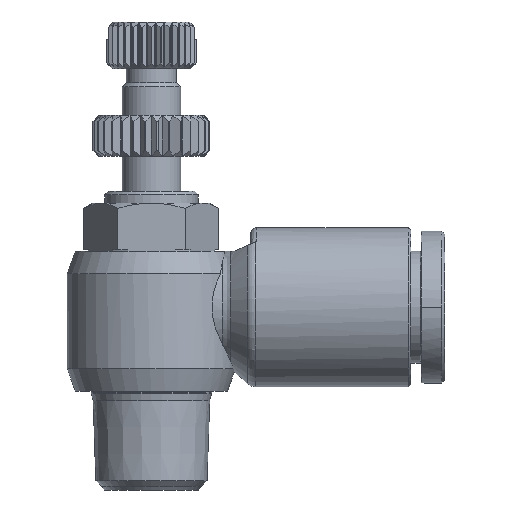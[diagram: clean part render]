
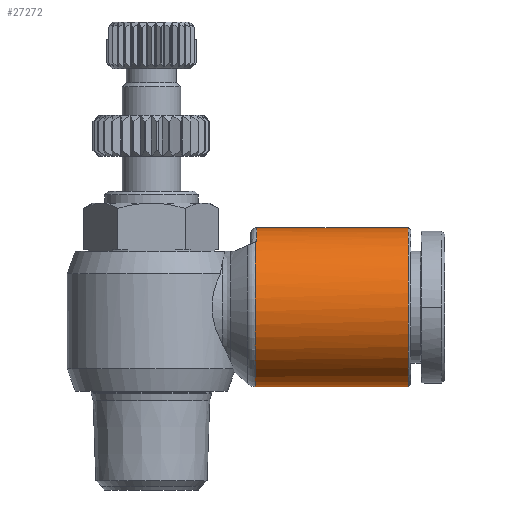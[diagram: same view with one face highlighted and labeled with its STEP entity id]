
A CAD part, front view. The second image highlights one B-rep face of the part: STEP entity #27272.
In plain terms, the highlighted cylindrical face has radius 6.8 mm (diameter 13.6 mm), a partial arc.
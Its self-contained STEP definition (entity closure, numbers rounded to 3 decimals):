
#375=CARTESIAN_POINT('',(-7.384,0.,-6.8));
#376=VERTEX_POINT('',#375);
#384=CARTESIAN_POINT('',(-7.384,3.909,5.564));
#385=VERTEX_POINT('',#384);
#386=CARTESIAN_POINT('',(-7.384,0.,0.));
#387=DIRECTION('',(1.0,0.0,0.0));
#388=DIRECTION('',(0.0,0.0,-1.0));
#389=AXIS2_PLACEMENT_3D('',#386,#387,#388);
#390=CIRCLE('',#389,6.8);
#391=EDGE_CURVE('',#376,#385,#390,.T.);
#442=CARTESIAN_POINT('',(-20.5,0.,6.8));
#443=VERTEX_POINT('',#442);
#444=CARTESIAN_POINT('',(-7.5,0.,6.8));
#445=VERTEX_POINT('',#444);
#446=CARTESIAN_POINT('',(-20.5,0.,6.8));
#447=DIRECTION('',(1.0,0.0,0.0));
#448=VECTOR('',#447,13.);
#449=LINE('',#446,#448);
#450=EDGE_CURVE('',#443,#445,#449,.T.);
#452=CARTESIAN_POINT('',(-20.5,0.,-6.8));
#453=VERTEX_POINT('',#452);
#461=CARTESIAN_POINT('',(-7.384,0.,-6.8));
#462=DIRECTION('',(-1.0,0.0,0.0));
#463=VECTOR('',#462,13.116);
#464=LINE('',#461,#463);
#465=EDGE_CURVE('',#376,#453,#464,.T.);
#14941=CARTESIAN_POINT('',(-20.5,0.,0.));
#14942=DIRECTION('',(-1.0,0.0,0.0));
#14943=DIRECTION('',(0.0,0.0,1.0));
#14944=AXIS2_PLACEMENT_3D('',#14941,#14942,#14943);
#14945=CIRCLE('',#14944,6.8);
#14946=EDGE_CURVE('',#443,#453,#14945,.T.);
#27180=CARTESIAN_POINT('',(-7.5,3.837,5.614));
#27181=VERTEX_POINT('',#27180);
#27243=CARTESIAN_POINT('',(-7.5,0.,0.));
#27244=DIRECTION('',(1.0,0.0,0.0));
#27245=DIRECTION('',(0.0,0.0,-1.0));
#27246=AXIS2_PLACEMENT_3D('',#27243,#27244,#27245);
#27247=CIRCLE('',#27246,6.8);
#27248=EDGE_CURVE('',#27181,#445,#27247,.T.);
#27253=CARTESIAN_POINT('',(-13.0,0.,0.));
#27254=DIRECTION('',(1.0,0.,0.));
#27255=DIRECTION('',(0.0,0.0,1.0));
#27256=AXIS2_PLACEMENT_3D('',#27253,#27254,#27255);
#27257=CYLINDRICAL_SURFACE('',#27256,6.8);
#27258=ORIENTED_EDGE('',*,*,#450,.T.);
#27259=ORIENTED_EDGE('',*,*,#27248,.F.);
#27260=CARTESIAN_POINT('',(5.6,0.,0.));
#27261=DIRECTION('',(0.394,0.,0.919));
#27262=DIRECTION('',(-0.919,0.,0.394));
#27263=AXIS2_PLACEMENT_3D('',#27260,#27261,#27262);
#27264=ELLIPSE('',#27263,17.262,6.8);
#27265=EDGE_CURVE('',#385,#27181,#27264,.T.);
#27266=ORIENTED_EDGE('',*,*,#27265,.F.);
#27267=ORIENTED_EDGE('',*,*,#391,.F.);
#27268=ORIENTED_EDGE('',*,*,#465,.T.);
#27269=ORIENTED_EDGE('',*,*,#14946,.F.);
#27270=EDGE_LOOP('',(#27258,#27259,#27266,#27267,#27268,#27269));
#27271=FACE_OUTER_BOUND('',#27270,.T.);
#27272=ADVANCED_FACE('',(#27271),#27257,.T.);
